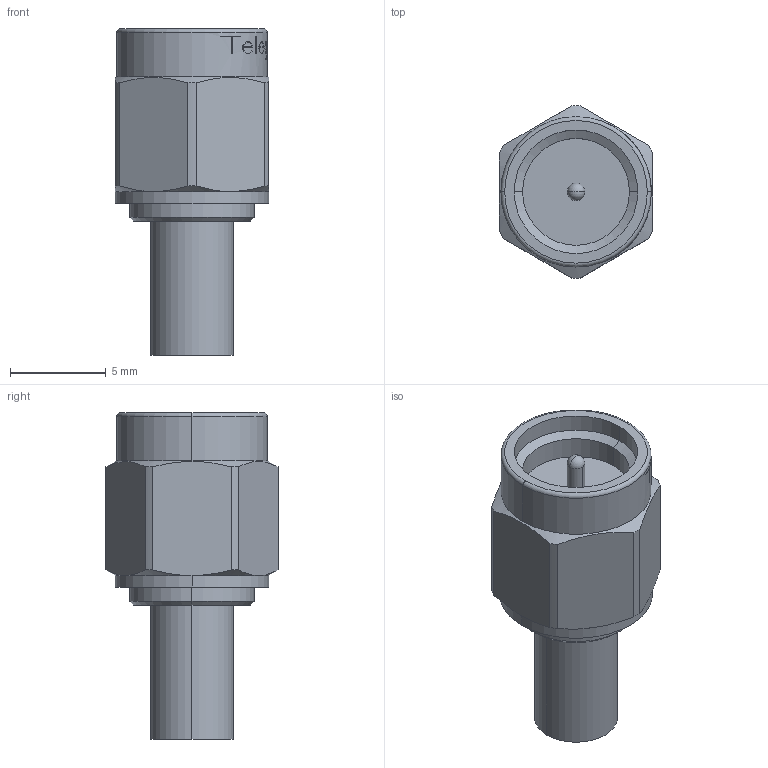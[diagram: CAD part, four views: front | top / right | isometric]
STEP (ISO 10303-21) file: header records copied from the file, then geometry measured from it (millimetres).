
FILE_DESCRIPTION (( 'STEP AP214' ), '1' );
FILE_NAME ('J01150A0021.STEP', '2013-04-24T09:52:44', ( 'Wartung1' ), ( '' ), 'SwSTEP 2.0', 'SolidWorks 2012', '' );
FILE_SCHEMA (( 'AUTOMOTIVE_DESIGN' ));
Length unit declared in the file: millimetre
Products named in the file (1): J01150A0021
Bounding box: 8 x 9 x 17.05 mm (x, y, z)
Volume: 513.4 mm3; surface area: 580.1 mm2
Topology: 1 solids, 1 shells, 348 faces, 943 edges, 621 vertices
Faces by surface type: plane 280, cylinder 48, cone 16, sphere 2, torus 2
Entity records: 14748 total; most frequent: CARTESIAN_POINT 2983, ORIENTED_EDGE 1882, DIRECTION 1481, EDGE_CURVE 941, VERTEX_POINT 621, AXIS2_PLACEMENT_3D 535, LINE 411, VECTOR 411
